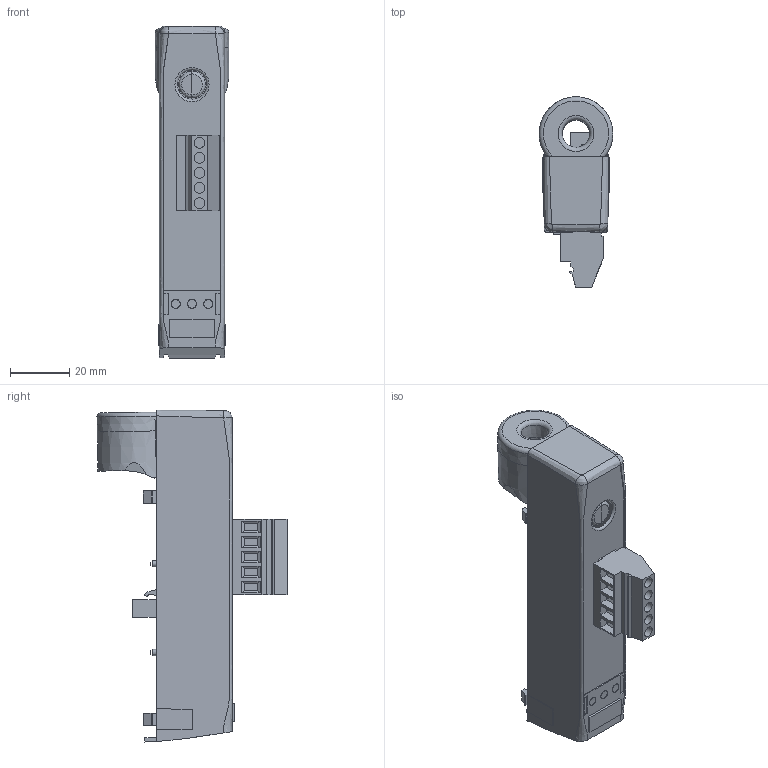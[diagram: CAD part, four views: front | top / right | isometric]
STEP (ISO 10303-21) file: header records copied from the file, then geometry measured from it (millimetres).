
FILE_DESCRIPTION(/* description */ (''),/* implementation_level */ '2;1');
FILE_NAME(/* name */ 'ESUC seul Crouzet.stp',/* time_stamp */ '2020-07-02T14:41:46+02:00',/* author */ ('ysicot'),/* organization */ (''),/* preprocessor_version */ 'ST-DEVELOPER v17',/* originating_system */ 'Autodesk Inventor 2018',/* authorisation */ '');
FILE_SCHEMA (('CONFIG_CONTROL_DESIGN'));
Length unit declared in the file: millimetre
Products named in the file (3): SU and connectors CROUZET; ESUC0450 CROUZET; BLZ 5.08/5/90 SN SW 1553010000 
Assembly tree (2 placements, depth 2):
  SU and connectors CROUZET
    ESUC0450 CROUZET
    BLZ 5.08/5/90 SN SW 1553010000 
Bounding box: 24.95 x 64.3 x 112.28 mm (x, y, z)
Volume: 69368.2 mm3; surface area: 19734.1 mm2
Topology: 4 solids, 4 shells, 480 faces, 1308 edges, 876 vertices
Faces by surface type: plane 350, cylinder 87, bspline 23, cone 16, torus 4
Full cylindrical faces by diameter (mm): 1.95 x2, 2.1 x2, 3.1 x3, 3.6 x5, 3.9 x5, 9 x1
Entity records: 17116 total; most frequent: CARTESIAN_POINT 4500, ORIENTED_EDGE 2598, DIRECTION 2393, EDGE_CURVE 1299, LINE 935, VECTOR 935, VERTEX_POINT 858, AXIS2_PLACEMENT_3D 729
